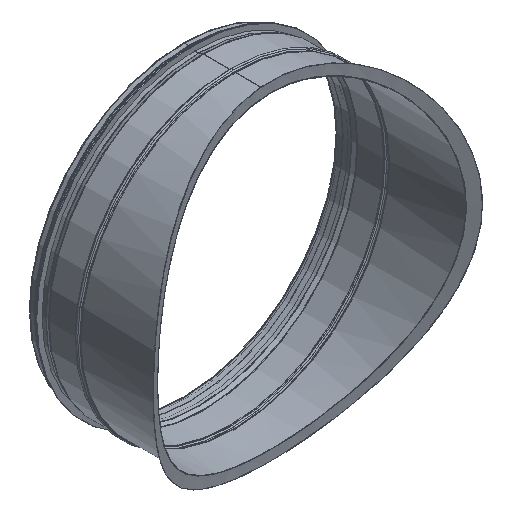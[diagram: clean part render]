
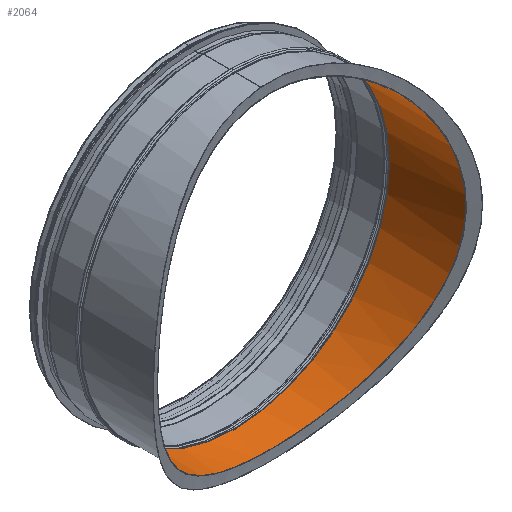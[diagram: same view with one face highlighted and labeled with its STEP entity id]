
A CAD part, isometric view. The second image highlights one B-rep face of the part: STEP entity #2064.
In plain terms, the highlighted cylindrical face has radius 198.9 mm (diameter 397.8 mm), a full revolution.
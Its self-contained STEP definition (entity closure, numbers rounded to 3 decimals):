
#647=CARTESIAN_POINT('',(198.9,113.,0.0));
#648=VERTEX_POINT('',#647);
#766=CARTESIAN_POINT('',(198.9,113.,0.003));
#767=VERTEX_POINT('',#766);
#774=CARTESIAN_POINT('',(198.9,113.,0.));
#775=CARTESIAN_POINT('',(198.9,113.,-6.362));
#776=CARTESIAN_POINT('',(198.594,113.153,-12.815));
#777=CARTESIAN_POINT('',(197.33,113.78,-25.777));
#778=CARTESIAN_POINT('',(196.373,114.254,-32.286));
#779=CARTESIAN_POINT('',(193.801,115.517,-45.234));
#780=CARTESIAN_POINT('',(192.185,116.306,-51.674));
#781=CARTESIAN_POINT('',(188.313,118.17,-64.371));
#782=CARTESIAN_POINT('',(186.056,119.246,-70.628));
#783=CARTESIAN_POINT('',(178.389,122.836,-88.961));
#784=CARTESIAN_POINT('',(172.061,125.723,-100.621));
#785=CARTESIAN_POINT('',(157.536,131.965,-122.114));
#786=CARTESIAN_POINT('',(149.338,135.316,-131.949));
#787=CARTESIAN_POINT('',(131.926,141.868,-149.361));
#788=CARTESIAN_POINT('',(122.08,145.313,-157.562));
#789=CARTESIAN_POINT('',(100.591,151.89,-172.078));
#790=CARTESIAN_POINT('',(88.948,155.017,-178.394));
#791=CARTESIAN_POINT('',(70.64,158.979,-186.051));
#792=CARTESIAN_POINT('',(64.392,160.179,-188.305));
#793=CARTESIAN_POINT('',(51.709,162.276,-192.175));
#794=CARTESIAN_POINT('',(45.274,163.172,-193.791));
#795=CARTESIAN_POINT('',(32.329,164.614,-196.366));
#796=CARTESIAN_POINT('',(25.819,165.159,-197.325));
#797=CARTESIAN_POINT('',(12.843,165.883,-198.592));
#798=CARTESIAN_POINT('',(6.379,166.06,-198.9));
#799=CARTESIAN_POINT('',(0.,166.06,-198.9));
#800=CARTESIAN_POINT('',(-6.379,166.06,-198.9));
#801=CARTESIAN_POINT('',(-12.843,165.883,-198.592));
#802=CARTESIAN_POINT('',(-25.819,165.159,-197.325));
#803=CARTESIAN_POINT('',(-32.329,164.614,-196.366));
#804=CARTESIAN_POINT('',(-45.274,163.172,-193.791));
#805=CARTESIAN_POINT('',(-51.709,162.276,-192.175));
#806=CARTESIAN_POINT('',(-64.392,160.179,-188.305));
#807=CARTESIAN_POINT('',(-70.64,158.979,-186.051));
#808=CARTESIAN_POINT('',(-88.948,155.017,-178.394));
#809=CARTESIAN_POINT('',(-100.591,151.89,-172.078));
#810=CARTESIAN_POINT('',(-122.08,145.313,-157.562));
#811=CARTESIAN_POINT('',(-131.926,141.868,-149.361));
#812=CARTESIAN_POINT('',(-149.338,135.316,-131.949));
#813=CARTESIAN_POINT('',(-157.536,131.965,-122.114));
#814=CARTESIAN_POINT('',(-172.061,125.723,-100.621));
#815=CARTESIAN_POINT('',(-178.389,122.836,-88.961));
#816=CARTESIAN_POINT('',(-186.056,119.246,-70.628));
#817=CARTESIAN_POINT('',(-188.313,118.17,-64.371));
#818=CARTESIAN_POINT('',(-192.185,116.306,-51.674));
#819=CARTESIAN_POINT('',(-193.801,115.517,-45.234));
#820=CARTESIAN_POINT('',(-196.373,114.254,-32.286));
#821=CARTESIAN_POINT('',(-197.33,113.78,-25.777));
#822=CARTESIAN_POINT('',(-198.594,113.153,-12.815));
#823=CARTESIAN_POINT('',(-198.9,113.,-6.362));
#824=CARTESIAN_POINT('',(-198.9,113.,6.362));
#825=CARTESIAN_POINT('',(-198.594,113.153,12.815));
#826=CARTESIAN_POINT('',(-197.33,113.78,25.777));
#827=CARTESIAN_POINT('',(-196.373,114.254,32.286));
#828=CARTESIAN_POINT('',(-193.801,115.517,45.234));
#829=CARTESIAN_POINT('',(-192.185,116.306,51.674));
#830=CARTESIAN_POINT('',(-188.313,118.17,64.371));
#831=CARTESIAN_POINT('',(-186.056,119.246,70.628));
#832=CARTESIAN_POINT('',(-178.389,122.836,88.961));
#833=CARTESIAN_POINT('',(-172.061,125.723,100.621));
#834=CARTESIAN_POINT('',(-157.536,131.965,122.114));
#835=CARTESIAN_POINT('',(-149.338,135.316,131.949));
#836=CARTESIAN_POINT('',(-131.926,141.868,149.361));
#837=CARTESIAN_POINT('',(-122.08,145.313,157.562));
#838=CARTESIAN_POINT('',(-100.591,151.89,172.078));
#839=CARTESIAN_POINT('',(-88.948,155.017,178.394));
#840=CARTESIAN_POINT('',(-70.64,158.979,186.051));
#841=CARTESIAN_POINT('',(-64.392,160.179,188.305));
#842=CARTESIAN_POINT('',(-51.709,162.276,192.175));
#843=CARTESIAN_POINT('',(-45.274,163.172,193.791));
#844=CARTESIAN_POINT('',(-32.329,164.614,196.366));
#845=CARTESIAN_POINT('',(-25.819,165.159,197.325));
#846=CARTESIAN_POINT('',(-12.843,165.883,198.592));
#847=CARTESIAN_POINT('',(-6.379,166.06,198.9));
#848=CARTESIAN_POINT('',(6.379,166.06,198.9));
#849=CARTESIAN_POINT('',(12.843,165.883,198.592));
#850=CARTESIAN_POINT('',(25.819,165.159,197.325));
#851=CARTESIAN_POINT('',(32.329,164.614,196.366));
#852=CARTESIAN_POINT('',(45.274,163.172,193.791));
#853=CARTESIAN_POINT('',(51.709,162.276,192.175));
#854=CARTESIAN_POINT('',(64.392,160.179,188.305));
#855=CARTESIAN_POINT('',(70.64,158.979,186.051));
#856=CARTESIAN_POINT('',(88.948,155.017,178.394));
#857=CARTESIAN_POINT('',(100.591,151.89,172.078));
#858=CARTESIAN_POINT('',(122.08,145.313,157.562));
#859=CARTESIAN_POINT('',(131.926,141.868,149.361));
#860=CARTESIAN_POINT('',(149.338,135.316,131.949));
#861=CARTESIAN_POINT('',(157.536,131.965,122.114));
#862=CARTESIAN_POINT('',(172.061,125.723,100.621));
#863=CARTESIAN_POINT('',(178.389,122.836,88.961));
#864=CARTESIAN_POINT('',(186.056,119.246,70.628));
#865=CARTESIAN_POINT('',(188.313,118.17,64.371));
#866=CARTESIAN_POINT('',(192.185,116.306,51.674));
#867=CARTESIAN_POINT('',(193.801,115.517,45.234));
#868=CARTESIAN_POINT('',(196.373,114.254,32.286));
#869=CARTESIAN_POINT('',(197.33,113.78,25.777));
#870=CARTESIAN_POINT('',(198.593,113.153,12.816));
#871=CARTESIAN_POINT('',(198.9,113.,6.364));
#872=CARTESIAN_POINT('',(198.9,113.,0.003));
#873=B_SPLINE_CURVE_WITH_KNOTS('',3,(#774,#775,#776,#777,#778,#779,#780,#781,#782,#783,#784,#785,#786,#787,#788,#789,#790,#791,#792,#793,#794,#795,#796,#797,#798,#799,#800,#801,#802,#803,#804,#805,#806,#807,#808,#809,#810,#811,#812,#813,#814,#815,#816,#817,#818,#819,#820,#821,#822,#823,#824,#825,#826,#827,#828,#829,#830,#831,#832,#833,#834,#835,#836,#837,#838,#839,#840,#841,#842,#843,#844,#845,#846,#847,#848,#849,#850,#851,#852,#853,#854,#855,#856,#857,#858,#859,#860,#861,#862,#863,#864,#865,#866,#867,#868,#869,#870,#871,#872),.UNSPECIFIED.,.F.,.U.,(4,2,2,2,2,2,2,2,2,2,2,2,3,2,2,2,2,2,2,2,2,2,2,2,2,2,2,2,2,2,2,2,2,2,2,2,2,2,2,2,2,2,2,2,2,2,2,2,4),(91.73,93.639,95.547,97.456,99.364,103.181,106.998,110.825,114.652,116.566,118.48,120.393,122.307,124.221,126.134,128.048,129.961,133.789,137.616,141.433,145.25,147.158,149.067,150.975,152.884,154.792,156.701,158.609,160.518,164.335,168.152,171.979,175.806,177.72,179.633,181.547,183.46,185.374,187.288,189.201,191.115,194.942,198.769,202.586,206.403,208.312,210.22,212.129,214.037),.UNSPECIFIED.);
#874=EDGE_CURVE('',#648,#767,#873,.T.);
#893=CARTESIAN_POINT('',(198.9,67.0,0.003));
#894=VERTEX_POINT('',#893);
#901=CARTESIAN_POINT('',(198.9,113.,0.003));
#902=DIRECTION('',(0.0,-1.0,0.0));
#903=VECTOR('',#902,46.);
#904=LINE('',#901,#903);
#905=EDGE_CURVE('',#767,#894,#904,.T.);
#1358=CARTESIAN_POINT('',(198.9,67.0,0.0));
#1359=VERTEX_POINT('',#1358);
#2042=CARTESIAN_POINT('',(0.,251.47,0.0));
#2043=DIRECTION('',(0.,1.0,0.0));
#2044=DIRECTION('',(1.0,0.0,0.0));
#2045=AXIS2_PLACEMENT_3D('',#2042,#2043,#2044);
#2046=CYLINDRICAL_SURFACE('',#2045,198.9);
#2047=ORIENTED_EDGE('',*,*,#874,.T.);
#2048=ORIENTED_EDGE('',*,*,#905,.T.);
#2049=CARTESIAN_POINT('',(0.,67.,0.0));
#2050=DIRECTION('',(0.0,1.0,0.0));
#2051=DIRECTION('',(1.0,0.0,0.0));
#2052=AXIS2_PLACEMENT_3D('',#2049,#2050,#2051);
#2053=CIRCLE('',#2052,198.9);
#2054=EDGE_CURVE('',#1359,#894,#2053,.T.);
#2055=ORIENTED_EDGE('',*,*,#2054,.F.);
#2056=CARTESIAN_POINT('',(198.9,113.,0.0));
#2057=DIRECTION('',(0.0,-1.0,0.0));
#2058=VECTOR('',#2057,46.0);
#2059=LINE('',#2056,#2058);
#2060=EDGE_CURVE('',#648,#1359,#2059,.T.);
#2061=ORIENTED_EDGE('',*,*,#2060,.F.);
#2062=EDGE_LOOP('',(#2047,#2048,#2055,#2061));
#2063=FACE_OUTER_BOUND('',#2062,.T.);
#2064=ADVANCED_FACE('',(#2063),#2046,.F.);
